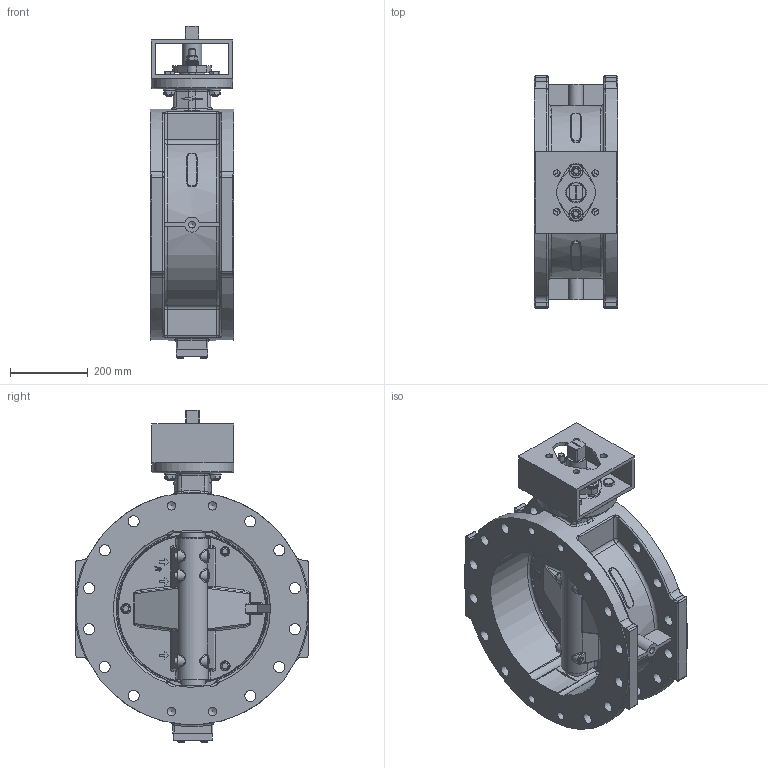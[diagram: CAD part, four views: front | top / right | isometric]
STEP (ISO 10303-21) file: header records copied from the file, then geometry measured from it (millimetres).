
FILE_DESCRIPTION(/* description */ (''),/* implementation_level */ '2;1');
FILE_NAME(/* name */ 'HP112 DN400 class150.stp',/* time_stamp */ '2018-11-30T07:35:54+01:00',/* author */ ('hellwig'),/* organization */ (''),/* preprocessor_version */ 'ST-DEVELOPER v16.5',/* originating_system */ 'Autodesk Inventor 2017',/* authorisation */ '');
FILE_SCHEMA (('CONFIG_CONTROL_DESIGN'));
Length unit declared in the file: millimetre
Products named in the file (1): MD_M3017
Bounding box: 216 x 597 x 854 mm (x, y, z)
Volume: 4075187.2 mm3; surface area: 2474100.3 mm2
Topology: 22 solids, 25 shells, 1477 faces, 3563 edges, 2203 vertices
Faces by surface type: plane 608, cylinder 407, cone 198, bspline 140, torus 114, sphere 10
Full cylindrical faces by diameter (mm): 2 x1, 10 x20, 10.106 x4, 12 x4, 13.5 x4, 14 x3, 14.2 x3, 14.376 x2, 14.917 x4, 16 x12, 17 x4, 17.294 x2, 17.5 x6, 18 x4, 18.3 x12, 20 x4, 21.971 x8, 22 x8, 28.4 x24, 30 x4, 35.5 x12, 50 x2, 50.05 x2, 50.2 x5, 53 x1, 53.2 x1, 53.3 x2, 54.5 x1, 55 x1, 56 x1
Entity records: 45740 total; most frequent: CARTESIAN_POINT 12756, DIRECTION 6522, ORIENTED_EDGE 6052, EDGE_CURVE 3008, AXIS2_PLACEMENT_3D 2659, EDGE_LOOP 2113, VERTEX_POINT 2065, FACE_OUTER_BOUND 1477
